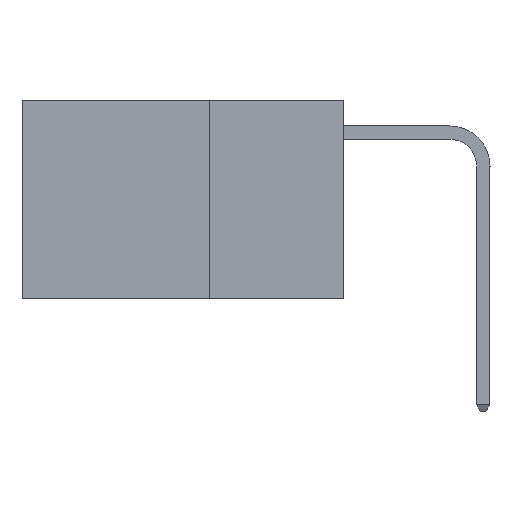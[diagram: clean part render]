
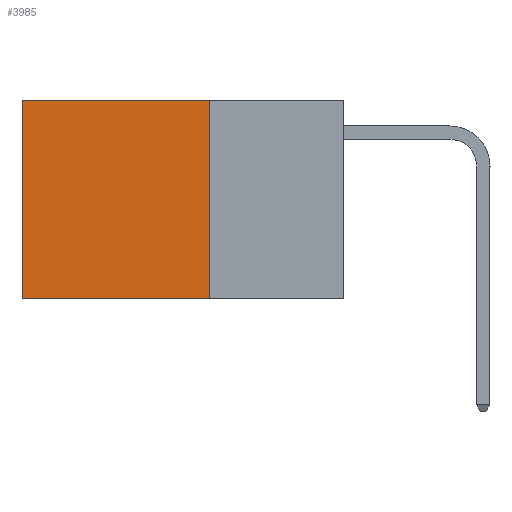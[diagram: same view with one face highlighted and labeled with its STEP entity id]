
A CAD part, left-side view. The second image highlights one B-rep face of the part: STEP entity #3985.
In plain terms, the highlighted planar face has unit normal (-1, 0, 0).
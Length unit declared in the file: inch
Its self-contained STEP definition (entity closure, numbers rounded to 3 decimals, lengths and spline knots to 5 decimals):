
#152 = PLANE ( 'NONE',  #26354 ) ;
#1425 = EDGE_CURVE ( 'NONE', #24974, #25126, #8428, .T. ) ;
#2570 = EDGE_CURVE ( 'NONE', #18155, #16581, #11914, .T. ) ;
#3985 = ADVANCED_FACE ( 'NONE', ( #10109 ), #152, .F. ) ;
#4425 = LINE ( 'NONE', #6688, #8250 ) ;
#4725 = ORIENTED_EDGE ( 'NONE', *, *, #10674, .F. ) ;
#6336 = ORIENTED_EDGE ( 'NONE', *, *, #2570, .F. ) ;
#6393 = CARTESIAN_POINT ( 'NONE',  ( 0.2625, 0.25, 0. ) ) ;
#6688 = CARTESIAN_POINT ( 'NONE',  ( 0.2625, 0.25, 0. ) ) ;
#7005 = VECTOR ( 'NONE', #15385, 39.37008 ) ;
#8250 = VECTOR ( 'NONE', #13512, 39.37008 ) ;
#8428 = LINE ( 'NONE', #15994, #7005 ) ;
#8673 = DIRECTION ( 'NONE',  ( 0., 0., -1. ) ) ;
#10109 = FACE_OUTER_BOUND ( 'NONE', #29082, .T. ) ;
#10206 = VECTOR ( 'NONE', #18355, 39.37008 ) ;
#10674 = EDGE_CURVE ( 'NONE', #16581, #25126, #13008, .T. ) ;
#10873 = ORIENTED_EDGE ( 'NONE', *, *, #1425, .T. ) ;
#11914 = LINE ( 'NONE', #19032, #23177 ) ;
#12666 = ORIENTED_EDGE ( 'NONE', *, *, #24473, .T. ) ;
#13008 = LINE ( 'NONE', #22906, #10206 ) ;
#13512 = DIRECTION ( 'NONE',  ( 0., 1., 0. ) ) ;
#14459 = CARTESIAN_POINT ( 'NONE',  ( 0.2625, 0.25, 0. ) ) ;
#15385 = DIRECTION ( 'NONE',  ( 0., 0., -1. ) ) ;
#15994 = CARTESIAN_POINT ( 'NONE',  ( 0.2625, 0.6, 0. ) ) ;
#16581 = VERTEX_POINT ( 'NONE', #24273 ) ;
#18155 = VERTEX_POINT ( 'NONE', #14459 ) ;
#18355 = DIRECTION ( 'NONE',  ( 0., 1., 0. ) ) ;
#18568 = DIRECTION ( 'NONE',  ( 0., 0., -1. ) ) ;
#19032 = CARTESIAN_POINT ( 'NONE',  ( 0.2625, 0.25, 0. ) ) ;
#22101 = CARTESIAN_POINT ( 'NONE',  ( 0.2625, 0.6, -0.37 ) ) ;
#22194 = DIRECTION ( 'NONE',  ( 1., 0., 0. ) ) ;
#22906 = CARTESIAN_POINT ( 'NONE',  ( 0.2625, 0.25, -0.37 ) ) ;
#23177 = VECTOR ( 'NONE', #18568, 39.37008 ) ;
#24273 = CARTESIAN_POINT ( 'NONE',  ( 0.2625, 0.25, -0.37 ) ) ;
#24473 = EDGE_CURVE ( 'NONE', #18155, #24974, #4425, .T. ) ;
#24974 = VERTEX_POINT ( 'NONE', #25997 ) ;
#25126 = VERTEX_POINT ( 'NONE', #22101 ) ;
#25997 = CARTESIAN_POINT ( 'NONE',  ( 0.2625, 0.6, 0. ) ) ;
#26354 = AXIS2_PLACEMENT_3D ( 'NONE', #6393, #22194, #8673 ) ;
#29082 = EDGE_LOOP ( 'NONE', ( #10873, #4725, #6336, #12666 ) ) ;
